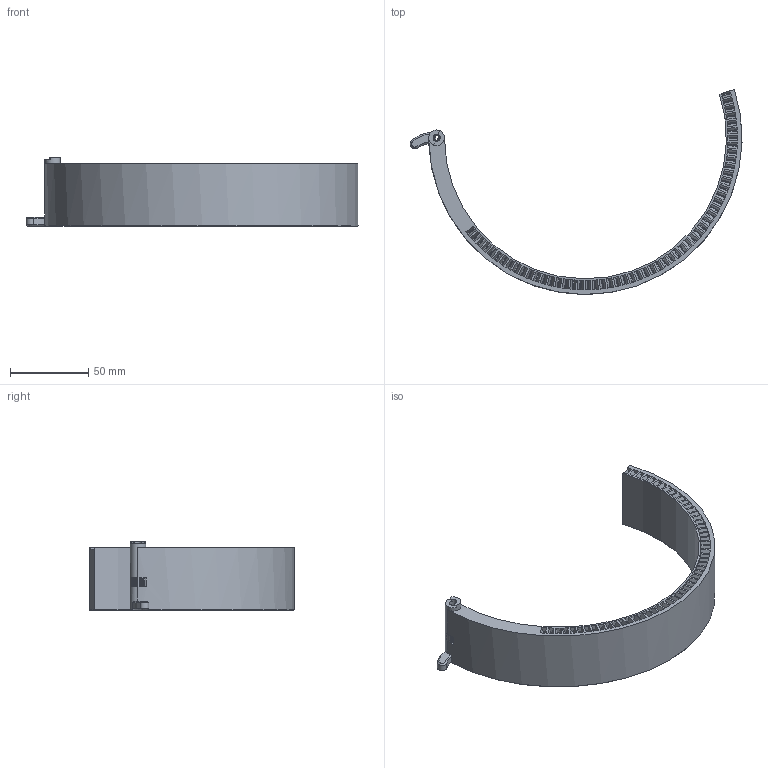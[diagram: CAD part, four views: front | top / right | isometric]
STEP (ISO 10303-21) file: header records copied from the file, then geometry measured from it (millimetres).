
FILE_DESCRIPTION(('FreeCAD Model'),'2;1');
FILE_NAME('Open CASCADE Shape Model','2024-11-09T23:25:36',(''),(''), 'Open CASCADE STEP processor 7.7','FreeCAD','Unknown');
FILE_SCHEMA(('AUTOMOTIVE_DESIGN { 1 0 10303 214 1 1 1 1 }'));
Length unit declared in the file: millimetre
Products named in the file (1): 2-rotor-unibody
Bounding box: 211.96 x 130.9 x 44 mm (x, y, z)
Volume: 130303.9 mm3; surface area: 38289.6 mm2
Topology: 1 solids, 1 shells, 527 faces, 1360 edges, 908 vertices
Faces by surface type: plane 256, cone 124, bspline 117, cylinder 30
Full cylindrical faces by diameter (mm): 3.4 x2, 4.6 x2, 10 x1
Entity records: 16202 total; most frequent: CARTESIAN_POINT 3974, ORIENTED_EDGE 2720, DIRECTION 2181, EDGE_CURVE 1360, VERTEX_POINT 908, AXIS2_PLACEMENT_3D 775, LINE 631, VECTOR 631
